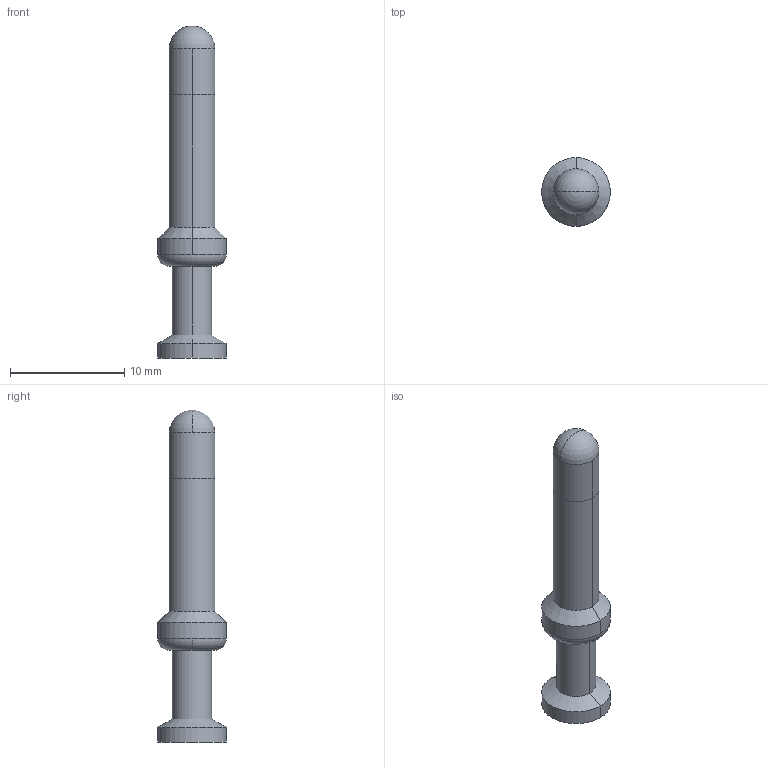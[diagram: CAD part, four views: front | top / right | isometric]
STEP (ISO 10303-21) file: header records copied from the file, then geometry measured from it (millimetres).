
FILE_DESCRIPTION(('Creo Elements/Direct Modeling STEP Export'),'2;1');
FILE_NAME('0ln7uvk4pr4seqg3496','2019-03-22T 9:49:54',(''),(''),'PTC Creo Elements/Direct Modeling STEP processor for AP214 (Solid Model)','PTC Creo Elements/Direct Modeling 19.0E 27-Jun-2016 (C) Parametric Technology GmbH','');
FILE_SCHEMA(('AUTOMOTIVE_DESIGN { 1 0 10303 214 1 1 1 1 }'));
Length unit declared in the file: millimetre
Products named in the file (2): RXM2D_2-5
Assembly tree (1 placements, depth 2):
  RXM2D_2-5
    RXM2D_2-5
Bounding box: 6 x 6 x 29 mm (x, y, z)
Volume: 364.1 mm3; surface area: 498.2 mm2
Topology: 1 solids, 1 shells, 25 faces, 59 edges, 36 vertices
Faces by surface type: cylinder 12, cone 6, plane 3, sphere 2, torus 2
Entity records: 642 total; most frequent: ORIENTED_EDGE 114, DIRECTION 100, CARTESIAN_POINT 95, EDGE_CURVE 57, AXIS2_PLACEMENT_3D 41, VERTEX_POINT 36, EDGE_LOOP 27, FACE_OUTER_BOUND 25
